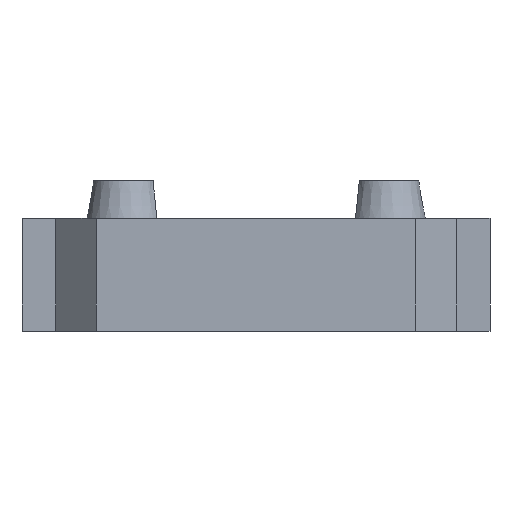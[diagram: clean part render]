
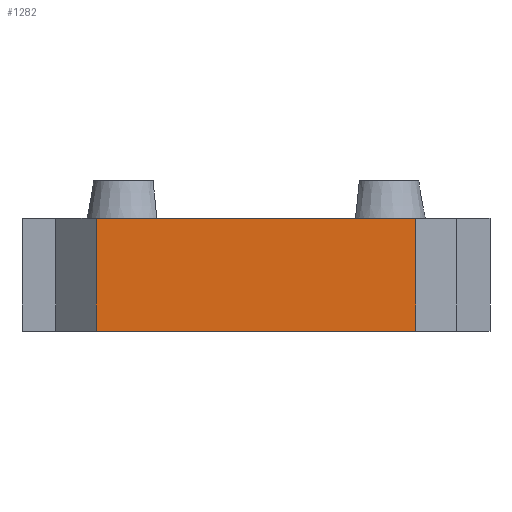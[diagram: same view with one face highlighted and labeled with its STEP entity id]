
A CAD part, left-side view. The second image highlights one B-rep face of the part: STEP entity #1282.
In plain terms, the highlighted planar face has unit normal (-1, 0, 0).
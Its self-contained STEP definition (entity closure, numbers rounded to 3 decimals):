
#129=PLANE('',#1424);
#191=FACE_OUTER_BOUND('',#263,.T.);
#263=EDGE_LOOP('',(#1198,#1199,#1200,#1201));
#313=LINE('',#2047,#417);
#349=LINE('',#2146,#453);
#368=LINE('',#2207,#472);
#375=LINE('',#2219,#479);
#417=VECTOR('',#1579,10.);
#453=VECTOR('',#1671,10.);
#472=VECTOR('',#1752,10.);
#479=VECTOR('',#1769,10.);
#618=VERTEX_POINT('',#2045);
#619=VERTEX_POINT('',#2046);
#653=VERTEX_POINT('',#2143);
#654=VERTEX_POINT('',#2145);
#754=EDGE_CURVE('',#618,#619,#313,.T.);
#805=EDGE_CURVE('',#653,#654,#349,.T.);
#837=EDGE_CURVE('',#618,#654,#368,.T.);
#844=EDGE_CURVE('',#619,#653,#375,.T.);
#1198=ORIENTED_EDGE('',*,*,#805,.F.);
#1199=ORIENTED_EDGE('',*,*,#844,.F.);
#1200=ORIENTED_EDGE('',*,*,#754,.F.);
#1201=ORIENTED_EDGE('',*,*,#837,.T.);
#1282=ADVANCED_FACE('',(#191),#129,.T.);
#1424=AXIS2_PLACEMENT_3D('',#2224,#1777,#1778);
#1579=DIRECTION('',(0.,1.,0.));
#1671=DIRECTION('',(0.,-1.,0.));
#1752=DIRECTION('',(0.,0.,1.));
#1769=DIRECTION('',(0.,0.,1.));
#1777=DIRECTION('center_axis',(-1.,0.,0.));
#1778=DIRECTION('ref_axis',(0.,1.,0.));
#2045=CARTESIAN_POINT('',(-60.33,3.93,10.));
#2046=CARTESIAN_POINT('',(-60.33,37.93,10.));
#2047=CARTESIAN_POINT('',(-60.33,3.93,10.));
#2143=CARTESIAN_POINT('',(-60.33,37.93,22.));
#2145=CARTESIAN_POINT('',(-60.33,3.93,22.));
#2146=CARTESIAN_POINT('',(-60.33,12.53,22.));
#2207=CARTESIAN_POINT('',(-60.33,3.93,10.));
#2219=CARTESIAN_POINT('',(-60.33,37.93,10.));
#2224=CARTESIAN_POINT('Origin',(-60.33,4.13,22.));
